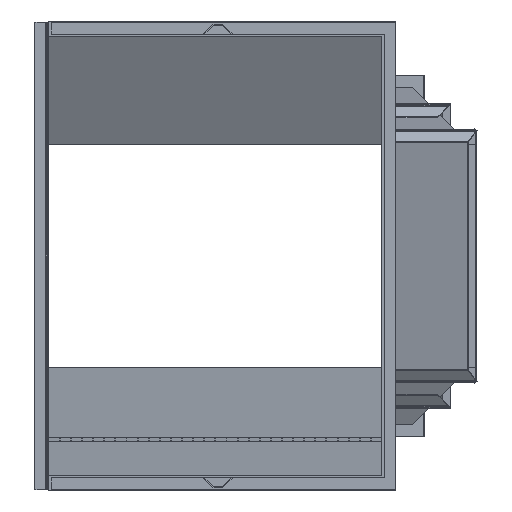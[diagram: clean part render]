
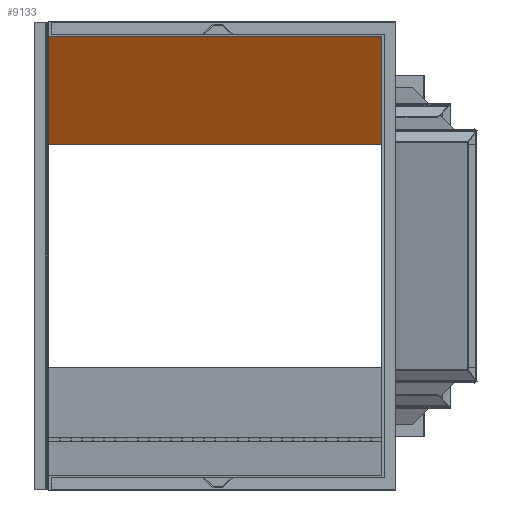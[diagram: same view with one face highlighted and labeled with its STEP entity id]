
A CAD part, left-side view. The second image highlights one B-rep face of the part: STEP entity #9133.
In plain terms, the highlighted planar face has unit normal (-0.196, 0, -0.981).
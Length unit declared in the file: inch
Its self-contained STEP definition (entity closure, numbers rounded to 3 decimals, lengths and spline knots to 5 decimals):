
#149 = DIRECTION ( 'NONE',  ( 0., 1., 0. ) ) ;
#371 = CARTESIAN_POINT ( 'NONE',  ( -12., 36., 12. ) ) ;
#501 = ORIENTED_EDGE ( 'NONE', *, *, #8496, .T. ) ;
#705 = LINE ( 'NONE', #8541, #8705 ) ;
#1412 = VECTOR ( 'NONE', #149, 39.37008 ) ;
#1488 = EDGE_LOOP ( 'NONE', ( #8385, #501, #13185, #15789 ) ) ;
#1501 = CARTESIAN_POINT ( 'NONE',  ( -12., 0., 12. ) ) ;
#2340 = AXIS2_PLACEMENT_3D ( 'NONE', #6199, #16034, #9690 ) ;
#2397 = LINE ( 'NONE', #15199, #1412 ) ;
#2741 = VERTEX_POINT ( 'NONE', #6944 ) ;
#2937 = CARTESIAN_POINT ( 'NONE',  ( -12., 0., 12. ) ) ;
#4895 = PLANE ( 'NONE',  #2340 ) ;
#5011 = VERTEX_POINT ( 'NONE', #1501 ) ;
#6199 = CARTESIAN_POINT ( 'NONE',  ( -12., -9., 12. ) ) ;
#6616 = VECTOR ( 'NONE', #13072, 39.37008 ) ;
#6944 = CARTESIAN_POINT ( 'NONE',  ( -70.83823, 36., 23.75 ) ) ;
#8385 = ORIENTED_EDGE ( 'NONE', *, *, #12191, .T. ) ;
#8496 = EDGE_CURVE ( 'NONE', #2741, #8547, #15838, .T. ) ;
#8541 = CARTESIAN_POINT ( 'NONE',  ( -12., -9., 12. ) ) ;
#8547 = VERTEX_POINT ( 'NONE', #16162 ) ;
#8591 = EDGE_CURVE ( 'NONE', #5011, #8547, #705, .T. ) ;
#8705 = VECTOR ( 'NONE', #13583, 39.37008 ) ;
#8785 = VECTOR ( 'NONE', #11812, 39.37008 ) ;
#9133 = ADVANCED_FACE ( 'NONE', ( #14942 ), #4895, .F. ) ;
#9690 = DIRECTION ( 'NONE',  ( 0.981, 0., -0.196 ) ) ;
#11812 = DIRECTION ( 'NONE',  ( 0.981, 0., -0.196 ) ) ;
#12191 = EDGE_CURVE ( 'NONE', #14439, #2741, #2397, .T. ) ;
#13072 = DIRECTION ( 'NONE',  ( 0.981, 0., -0.196 ) ) ;
#13185 = ORIENTED_EDGE ( 'NONE', *, *, #8591, .F. ) ;
#13320 = EDGE_CURVE ( 'NONE', #14439, #5011, #14576, .T. ) ;
#13583 = DIRECTION ( 'NONE',  ( 0., 1., 0. ) ) ;
#14439 = VERTEX_POINT ( 'NONE', #16232 ) ;
#14576 = LINE ( 'NONE', #2937, #8785 ) ;
#14942 = FACE_OUTER_BOUND ( 'NONE', #1488, .T. ) ;
#15199 = CARTESIAN_POINT ( 'NONE',  ( -70.83823, -9., 23.75 ) ) ;
#15789 = ORIENTED_EDGE ( 'NONE', *, *, #13320, .F. ) ;
#15838 = LINE ( 'NONE', #371, #6616 ) ;
#16034 = DIRECTION ( 'NONE',  ( 0.196, 0., 0.981 ) ) ;
#16162 = CARTESIAN_POINT ( 'NONE',  ( -12., 36., 12. ) ) ;
#16232 = CARTESIAN_POINT ( 'NONE',  ( -70.83823, 0., 23.75 ) ) ;
